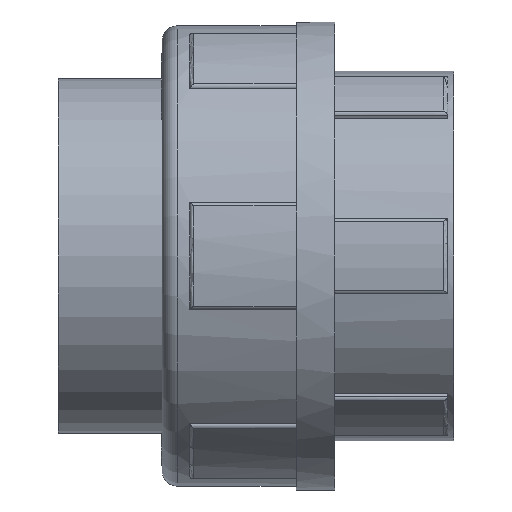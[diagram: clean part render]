
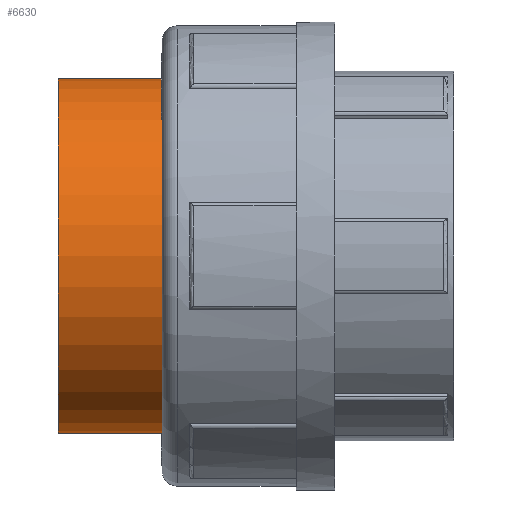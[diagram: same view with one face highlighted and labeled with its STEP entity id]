
A CAD part, front view. The second image highlights one B-rep face of the part: STEP entity #6630.
In plain terms, the highlighted cylindrical face has radius 46.25 mm (diameter 92.5 mm), a full revolution.
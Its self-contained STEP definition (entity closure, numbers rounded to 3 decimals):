
#364=FACE_BOUND('',#1206,.T.);
#421=CYLINDRICAL_SURFACE('',#7117,46.25);
#785=FACE_OUTER_BOUND('',#1205,.T.);
#1205=EDGE_LOOP('',(#6030));
#1206=EDGE_LOOP('',(#6031));
#1350=CIRCLE('',#7116,46.25);
#1351=CIRCLE('',#7118,46.25);
#3213=VERTEX_POINT('',#30137);
#3214=VERTEX_POINT('',#30140);
#4153=EDGE_CURVE('',#3213,#3213,#1350,.T.);
#4154=EDGE_CURVE('',#3214,#3214,#1351,.T.);
#6030=ORIENTED_EDGE('',*,*,#4154,.F.);
#6031=ORIENTED_EDGE('',*,*,#4153,.T.);
#6630=ADVANCED_FACE('',(#785,#364),#421,.T.);
#7116=AXIS2_PLACEMENT_3D('',#30138,#8651,#8652);
#7117=AXIS2_PLACEMENT_3D('',#30139,#8653,#8654);
#7118=AXIS2_PLACEMENT_3D('',#30141,#8655,#8656);
#8651=DIRECTION('center_axis',(-1.,0.,0.));
#8652=DIRECTION('ref_axis',(0.,0.,1.));
#8653=DIRECTION('center_axis',(-1.,0.,0.));
#8654=DIRECTION('ref_axis',(0.,-1.,0.));
#8655=DIRECTION('center_axis',(-1.,0.,0.));
#8656=DIRECTION('ref_axis',(0.,0.,1.));
#30137=CARTESIAN_POINT('',(95.3,52.932,0.));
#30138=CARTESIAN_POINT('Origin',(95.3,99.182,0.));
#30139=CARTESIAN_POINT('Origin',(74.425,99.182,0.));
#30140=CARTESIAN_POINT('',(53.55,52.932,0.));
#30141=CARTESIAN_POINT('Origin',(53.55,99.182,0.));
